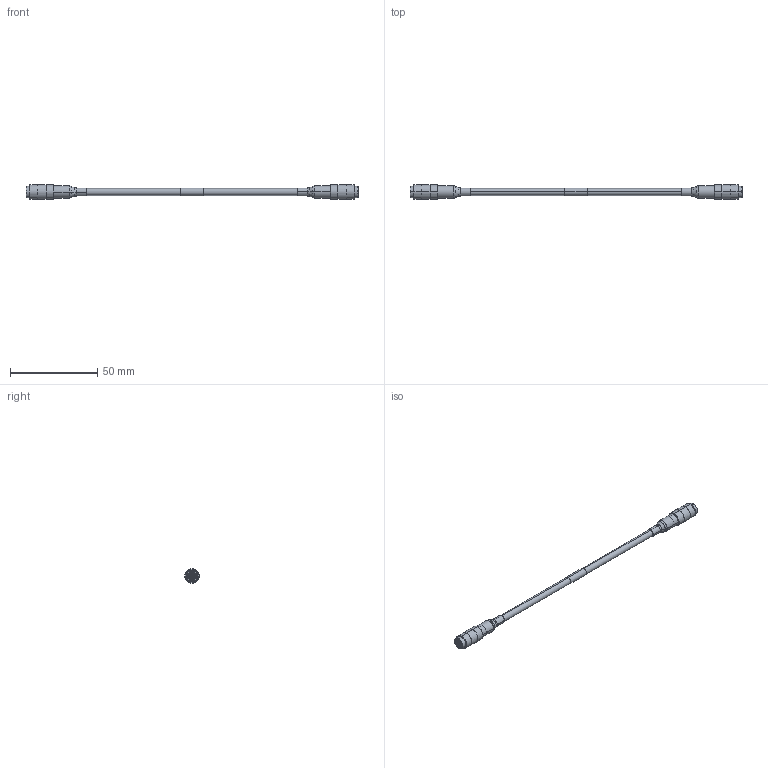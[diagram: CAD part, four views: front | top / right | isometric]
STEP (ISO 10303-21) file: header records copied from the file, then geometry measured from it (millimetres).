
FILE_DESCRIPTION (( 'STEP AP214' ), '1' );
FILE_NAME ('FMCA2297_3D.STEP', '2021-04-14T14:57:21', ( '' ), ( '' ), 'SwSTEP 2.0', 'SolidWorks 2020', '' );
FILE_SCHEMA (( 'AUTOMOTIVE_DESIGN' ));
Length unit declared in the file: inch
Products named in the file (4): TFT-402-MA1; TFT-402_WITH LABEL; TC-402-1023M-LP-PE; FMCA2297_3D
Assembly tree (5 placements, depth 2):
  FMCA2297_3D
    TFT-402_WITH LABEL
    TC-402-1023M-LP-PE  x2
    TFT-402-MA1  x2
Bounding box: 190 x 8.4 x 8.4 mm (x, y, z)
Volume: 3888.8 mm3; surface area: 5354.7 mm2
Topology: 5 solids, 5 shells, 322 faces, 760 edges, 470 vertices
Faces by surface type: cylinder 108, plane 98, cone 70, torus 34, sphere 12
Entity records: 5420 total; most frequent: CARTESIAN_POINT 1328, DIRECTION 880, ORIENTED_EDGE 760, EDGE_CURVE 380, AXIS2_PLACEMENT_3D 364, VERTEX_POINT 238, CIRCLE 190, EDGE_LOOP 190
